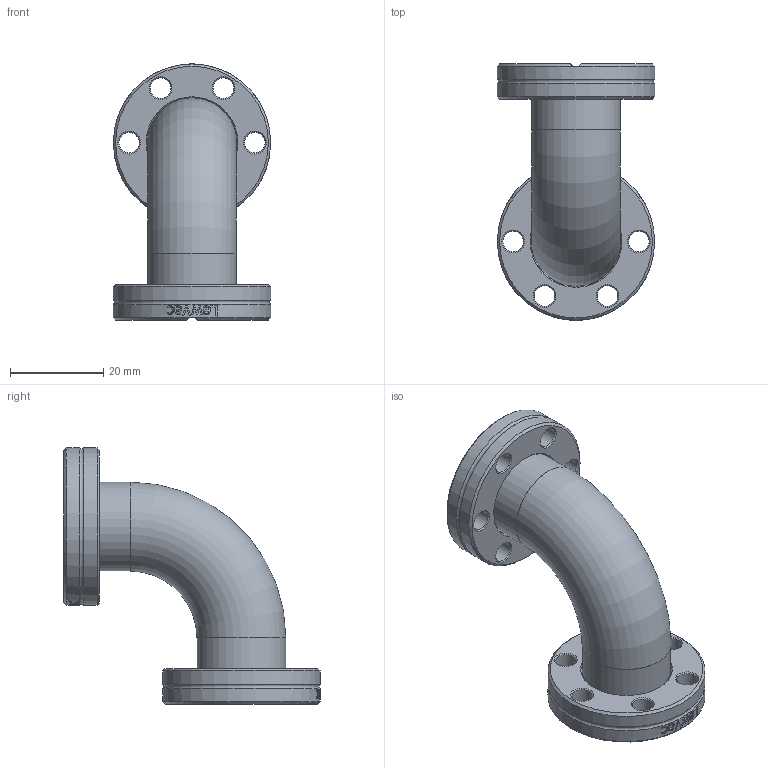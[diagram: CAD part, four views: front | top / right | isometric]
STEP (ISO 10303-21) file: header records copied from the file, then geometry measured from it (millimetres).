
FILE_DESCRIPTION(/* description */ (''),/* implementation_level */ '2;1');
FILE_NAME(/* name */ 'FL-RE16CF.stp',/* time_stamp */ '2018-02-28T10:56:37+00:00',/* author */ ('paul'),/* organization */ (''),/* preprocessor_version */ 'ST-DEVELOPER v17',/* originating_system */ 'Autodesk Inventor 2018',/* authorisation */ '');
FILE_SCHEMA (('AUTOMOTIVE_DESIGN { 1 0 10303 214 3 1 1 }'));
Length unit declared in the file: millimetre
Products named in the file (5): FL-RE16CF; FL-16CFR-19W; FL-16CF-OUT; FL-16CF-INSPIGOT; TUBE
Assembly tree (5 placements, depth 3):
  FL-RE16CF
    FL-16CFR-19W  x2
      FL-16CF-OUT
      FL-16CF-INSPIGOT
    TUBE
Bounding box: 33.8 x 55 x 55 mm (x, y, z)
Volume: 12007.4 mm3; surface area: 14053.2 mm2
Topology: 5 solids, 5 shells, 274 faces, 748 edges, 502 vertices
Faces by surface type: plane 102, bspline 82, cylinder 48, cone 38, torus 4
Full cylindrical faces by diameter (mm): 4.4 x12, 16 x2, 17 x2, 19 x2, 19.2 x2, 21.1 x2, 21.4 x2, 33.8 x4
Entity records: 6002 total; most frequent: CARTESIAN_POINT 2437, ORIENTED_EDGE 754, DIRECTION 643, EDGE_CURVE 377, VERTEX_POINT 253, AXIS2_PLACEMENT_3D 250, EDGE_LOOP 166, LINE 143
